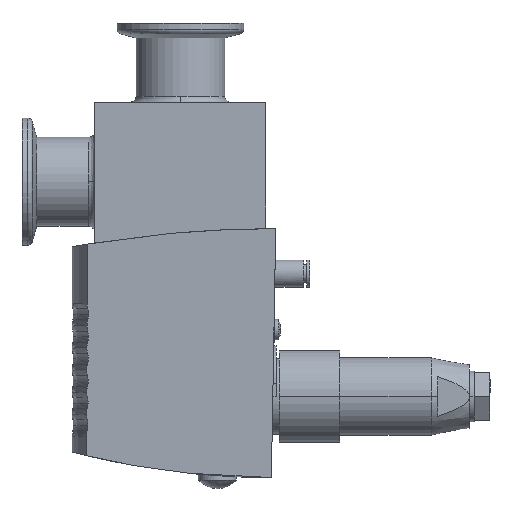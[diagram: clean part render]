
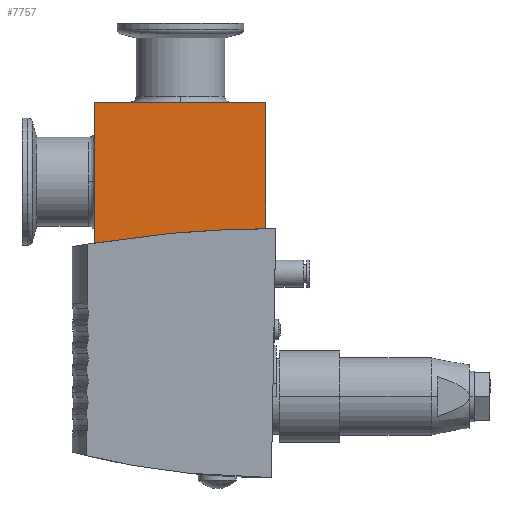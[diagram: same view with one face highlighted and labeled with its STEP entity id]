
A CAD part, front view. The second image highlights one B-rep face of the part: STEP entity #7757.
In plain terms, the highlighted planar face has unit normal (0, -1, 0).
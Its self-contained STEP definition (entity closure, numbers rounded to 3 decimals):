
#106 = EDGE_CURVE ( 'NONE', #377, #1045, #5344, .T. ) ;
#184 = EDGE_CURVE ( 'NONE', #5381, #976, #3820, .T. ) ;
#377 = VERTEX_POINT ( 'NONE', #7629 ) ;
#539 = DIRECTION ( 'NONE',  ( -1., 0., 0. ) ) ;
#914 = FACE_OUTER_BOUND ( 'NONE', #3207, .T. ) ;
#976 = VERTEX_POINT ( 'NONE', #6178 ) ;
#1045 = VERTEX_POINT ( 'NONE', #5535 ) ;
#1186 = ORIENTED_EDGE ( 'NONE', *, *, #7636, .T. ) ;
#1983 = VECTOR ( 'NONE', #539, 1000. ) ;
#2109 = DIRECTION ( 'NONE',  ( 0., 0., 1. ) ) ;
#2179 = CARTESIAN_POINT ( 'NONE',  ( -27., -27., 0. ) ) ;
#2501 = DIRECTION ( 'NONE',  ( -1., 0., 0. ) ) ;
#2534 = CARTESIAN_POINT ( 'NONE',  ( -0.695, -27., -21.3 ) ) ;
#3034 = ORIENTED_EDGE ( 'NONE', *, *, #106, .T. ) ;
#3193 = CARTESIAN_POINT ( 'NONE',  ( 27., -27., -21.3 ) ) ;
#3207 = EDGE_LOOP ( 'NONE', ( #3034, #6637, #8891, #1186 ) ) ;
#3501 = CARTESIAN_POINT ( 'NONE',  ( 27., -27., 0. ) ) ;
#3520 = VECTOR ( 'NONE', #2501, 1000. ) ;
#3651 = CARTESIAN_POINT ( 'NONE',  ( 27., -27., 0. ) ) ;
#3820 = LINE ( 'NONE', #2534, #1983 ) ;
#4267 = DIRECTION ( 'NONE',  ( 0., 0., -1. ) ) ;
#4343 = DIRECTION ( 'NONE',  ( 0., 0., -1. ) ) ;
#4563 = VECTOR ( 'NONE', #4267, 1000. ) ;
#5008 = PLANE ( 'NONE',  #6044 ) ;
#5265 = CARTESIAN_POINT ( 'NONE',  ( 27., -27., 25. ) ) ;
#5344 = LINE ( 'NONE', #5265, #3520 ) ;
#5381 = VERTEX_POINT ( 'NONE', #3193 ) ;
#5535 = CARTESIAN_POINT ( 'NONE',  ( -27., -27., 25. ) ) ;
#6044 = AXIS2_PLACEMENT_3D ( 'NONE', #3651, #8426, #4343 ) ;
#6178 = CARTESIAN_POINT ( 'NONE',  ( -27., -27., -21.3 ) ) ;
#6337 = EDGE_CURVE ( 'NONE', #1045, #976, #6415, .T. ) ;
#6348 = LINE ( 'NONE', #3501, #7920 ) ;
#6415 = LINE ( 'NONE', #2179, #4563 ) ;
#6637 = ORIENTED_EDGE ( 'NONE', *, *, #6337, .T. ) ;
#7629 = CARTESIAN_POINT ( 'NONE',  ( 27., -27., 25. ) ) ;
#7636 = EDGE_CURVE ( 'NONE', #5381, #377, #6348, .T. ) ;
#7757 = ADVANCED_FACE ( 'NONE', ( #914 ), #5008, .T. ) ;
#7920 = VECTOR ( 'NONE', #2109, 1000. ) ;
#8426 = DIRECTION ( 'NONE',  ( 0., -1., 0. ) ) ;
#8891 = ORIENTED_EDGE ( 'NONE', *, *, #184, .F. ) ;
